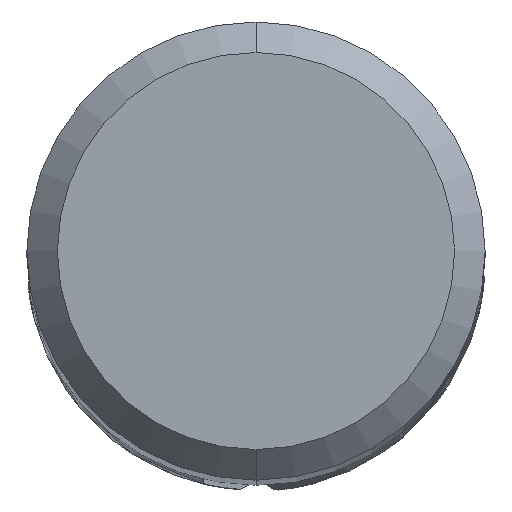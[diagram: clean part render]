
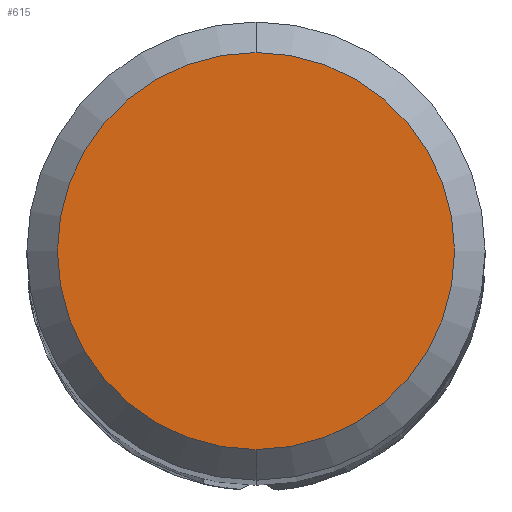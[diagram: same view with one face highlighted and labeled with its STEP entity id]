
A CAD part, top view. The second image highlights one B-rep face of the part: STEP entity #615.
In plain terms, the highlighted planar face has unit normal (0, 0, 1).
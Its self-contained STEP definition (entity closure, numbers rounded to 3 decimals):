
#615=ADVANCED_FACE('',(#1729),#1730,.T.);
#667=VERTEX_POINT('',#1785);
#1259=VERTEX_POINT('',#2428);
#1347=EDGE_CURVE('',#667,#1259,#2523,.T.);
#1595=EDGE_CURVE('',#1259,#667,#2801,.T.);
#1729=FACE_OUTER_BOUND('',#3272,.T.);
#1730=PLANE('',#3273);
#1785=CARTESIAN_POINT('',(0.0,2.6,0.0));
#2428=CARTESIAN_POINT('',(0.,-2.6,0.0));
#2523=CIRCLE('',#8025,2.6);
#2801=CIRCLE('',#10110,2.6);
#3272=EDGE_LOOP('',(#10871,#10872));
#3273=AXIS2_PLACEMENT_3D('',#10873,#10874,#10875);
#8025=AXIS2_PLACEMENT_3D('',#11574,#11575,#11576);
#10110=AXIS2_PLACEMENT_3D('',#11878,#11879,#11880);
#10871=ORIENTED_EDGE('',*,*,#1347,.F.);
#10872=ORIENTED_EDGE('',*,*,#1595,.F.);
#10873=CARTESIAN_POINT('',(0.0,1.3,0.0));
#10874=DIRECTION('',(-0.0,0.0,1.0));
#10875=DIRECTION('',(0.0,-1.0,0.0));
#11574=CARTESIAN_POINT('',(0.0,0.0,0.0));
#11575=DIRECTION('',(0.0,0.0,-1.0));
#11576=DIRECTION('',(0.0,1.0,0.0));
#11878=CARTESIAN_POINT('',(0.0,0.0,0.0));
#11879=DIRECTION('',(0.0,0.0,-1.0));
#11880=DIRECTION('',(0.0,1.0,0.0));
